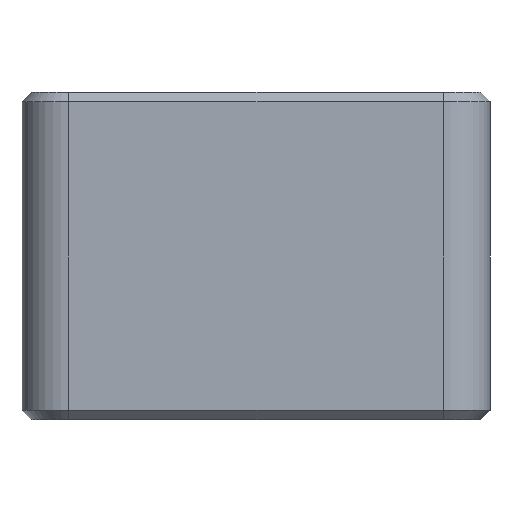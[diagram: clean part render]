
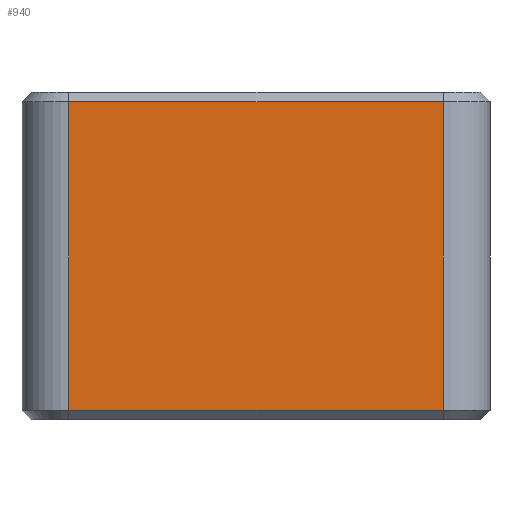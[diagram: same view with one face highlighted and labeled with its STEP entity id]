
A CAD part, left-side view. The second image highlights one B-rep face of the part: STEP entity #940.
In plain terms, the highlighted planar face has unit normal (-1, 0, 0).
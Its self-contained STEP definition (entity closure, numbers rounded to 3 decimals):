
#43 = LINE ( 'NONE', #455, #1110 ) ;
#45 = DIRECTION ( 'NONE',  ( 0., 0., -1. ) ) ;
#101 = PLANE ( 'NONE',  #1246 ) ;
#107 = VERTEX_POINT ( 'NONE', #1037 ) ;
#157 = CARTESIAN_POINT ( 'NONE',  ( -22.6, -18.2, -6.6 ) ) ;
#259 = CARTESIAN_POINT ( 'NONE',  ( -22.6, -18.2, 6.6 ) ) ;
#288 = VECTOR ( 'NONE', #45, 1000. ) ;
#361 = FACE_OUTER_BOUND ( 'NONE', #833, .T. ) ;
#394 = DIRECTION ( 'NONE',  ( 0., 0., 1. ) ) ;
#396 = EDGE_CURVE ( 'NONE', #1097, #567, #689, .T. ) ;
#455 = CARTESIAN_POINT ( 'NONE',  ( -22.6, -16.2, -6.6 ) ) ;
#468 = CARTESIAN_POINT ( 'NONE',  ( -22.6, -34.2, -6.6 ) ) ;
#481 = ORIENTED_EDGE ( 'NONE', *, *, #737, .T. ) ;
#489 = VERTEX_POINT ( 'NONE', #468 ) ;
#523 = EDGE_CURVE ( 'NONE', #107, #1097, #852, .T. ) ;
#567 = VERTEX_POINT ( 'NONE', #157 ) ;
#638 = VECTOR ( 'NONE', #1295, 1000. ) ;
#689 = LINE ( 'NONE', #700, #288 ) ;
#700 = CARTESIAN_POINT ( 'NONE',  ( -22.6, -18.2, 7. ) ) ;
#737 = EDGE_CURVE ( 'NONE', #567, #489, #43, .T. ) ;
#789 = CARTESIAN_POINT ( 'NONE',  ( -22.6, -34.2, 7. ) ) ;
#821 = CARTESIAN_POINT ( 'NONE',  ( -22.6, -18.2, 6.6 ) ) ;
#833 = EDGE_LOOP ( 'NONE', ( #1556, #481, #854, #908 ) ) ;
#852 = LINE ( 'NONE', #259, #638 ) ;
#854 = ORIENTED_EDGE ( 'NONE', *, *, #1437, .T. ) ;
#908 = ORIENTED_EDGE ( 'NONE', *, *, #523, .T. ) ;
#940 = ADVANCED_FACE ( 'NONE', ( #361 ), #101, .F. ) ;
#975 = DIRECTION ( 'NONE',  ( 0., -1., 0. ) ) ;
#983 = VECTOR ( 'NONE', #394, 1000. ) ;
#1037 = CARTESIAN_POINT ( 'NONE',  ( -22.6, -34.2, 6.6 ) ) ;
#1054 = LINE ( 'NONE', #789, #983 ) ;
#1097 = VERTEX_POINT ( 'NONE', #821 ) ;
#1110 = VECTOR ( 'NONE', #975, 1000. ) ;
#1246 = AXIS2_PLACEMENT_3D ( 'NONE', #1254, #1538, #1280 ) ;
#1254 = CARTESIAN_POINT ( 'NONE',  ( -22.6, -16.2, 7. ) ) ;
#1280 = DIRECTION ( 'NONE',  ( 0., 1., 0. ) ) ;
#1295 = DIRECTION ( 'NONE',  ( 0., 1., 0. ) ) ;
#1437 = EDGE_CURVE ( 'NONE', #489, #107, #1054, .T. ) ;
#1538 = DIRECTION ( 'NONE',  ( 1., 0., 0. ) ) ;
#1556 = ORIENTED_EDGE ( 'NONE', *, *, #396, .T. ) ;
